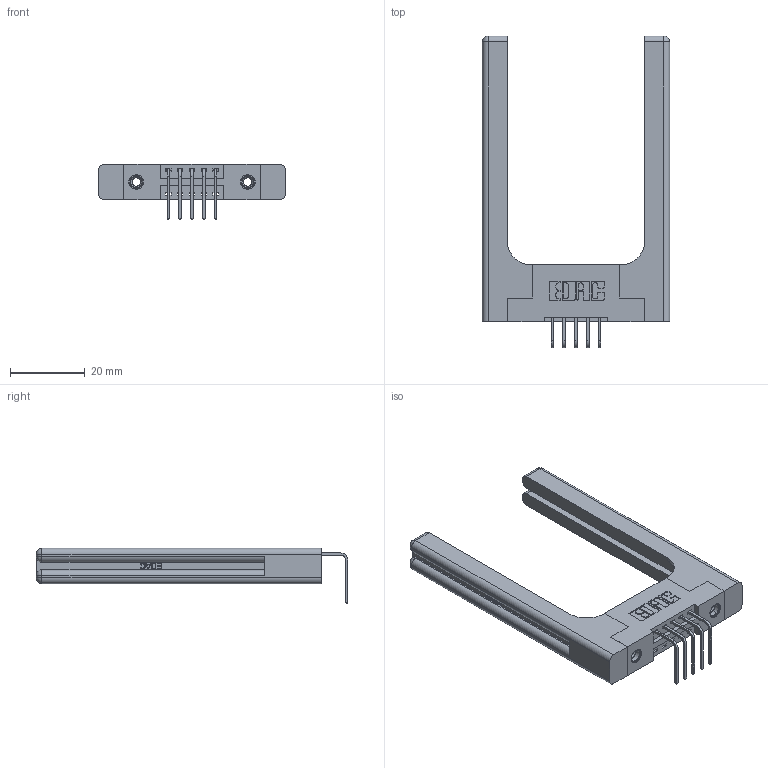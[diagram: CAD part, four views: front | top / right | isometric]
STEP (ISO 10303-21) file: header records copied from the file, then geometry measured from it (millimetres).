
FILE_DESCRIPTION (( 'STEP AP203' ), '1' );
FILE_NAME ('396-005-558-158.STEP', '2022-05-17T07:21:34', ( '' ), ( '' ), 'SwSTEP 2.0', 'SolidWorks 2020', '' );
FILE_SCHEMA (( 'CONFIG_CONTROL_DESIGN' ));
Length unit declared in the file: inch
Products named in the file (5): 345-292-001_558 Tail - 2; 345-250-001_345-250-001-102; 346-220-058_345-220-058; 396-005-558-158; 346 Part_Flush Mounting Lugs - 0.156 Dia-TH
Assembly tree (10 placements, depth 2):
  396-005-558-158
    346 Part_Flush Mounting Lugs - 0.156 Dia-TH
    345-292-001_558 Tail - 2  x5
    345-250-001_345-250-001-102  x2
    346-220-058_345-220-058  x2
Bounding box: 49.94 x 83.12 x 14.73 mm (x, y, z)
Volume: 12042 mm3; surface area: 10555.9 mm2
Topology: 10 solids, 10 shells, 692 faces, 1941 edges, 1266 vertices
Faces by surface type: plane 448, cylinder 184, bspline 36, cone 12, sphere 8, torus 4
Entity records: 13766 total; most frequent: CARTESIAN_POINT 3354, ORIENTED_EDGE 2088, DIRECTION 1934, EDGE_CURVE 1044, LINE 800, VECTOR 800, VERTEX_POINT 686, AXIS2_PLACEMENT_3D 567
